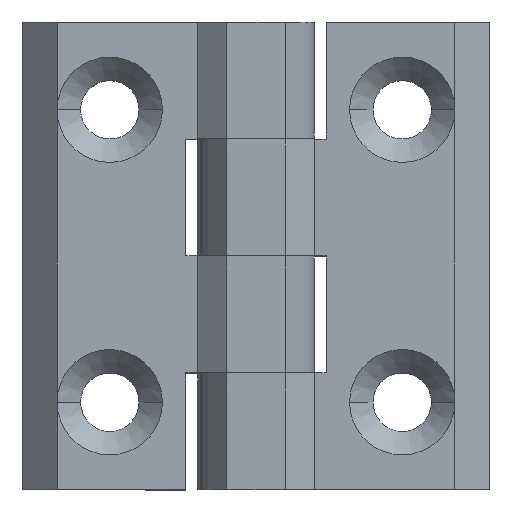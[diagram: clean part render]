
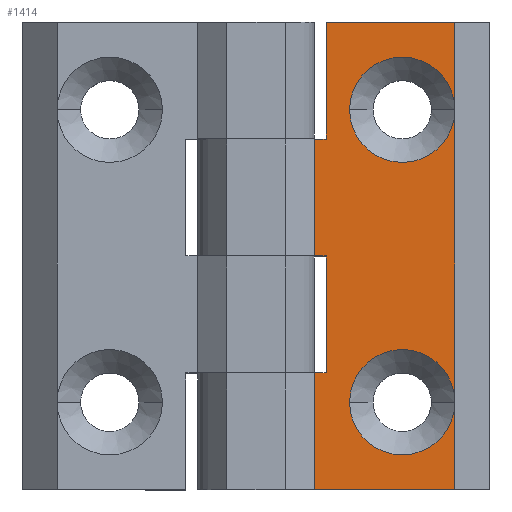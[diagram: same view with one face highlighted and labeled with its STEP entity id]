
A CAD part, top view. The second image highlights one B-rep face of the part: STEP entity #1414.
In plain terms, the highlighted planar face has unit normal (0, 0, 1).
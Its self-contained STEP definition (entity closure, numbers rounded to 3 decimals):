
#19 = CARTESIAN_POINT ( 'NONE',  ( -15., 0., 5. ) ) ;
#33 = DIRECTION ( 'NONE',  ( 0., 0., -1. ) ) ;
#36 = CARTESIAN_POINT ( 'NONE',  ( -14., 30., 5. ) ) ;
#50 = CARTESIAN_POINT ( 'NONE',  ( -14., 40., 5. ) ) ;
#54 = EDGE_CURVE ( 'NONE', #204, #695, #782, .T. ) ;
#73 = DIRECTION ( 'NONE',  ( 1., 0., 0. ) ) ;
#78 = DIRECTION ( 'NONE',  ( 0., 1., 0. ) ) ;
#80 = DIRECTION ( 'NONE',  ( 0., 1., 0. ) ) ;
#101 = DIRECTION ( 'NONE',  ( 0., -1., 0. ) ) ;
#113 = VERTEX_POINT ( 'NONE', #19 ) ;
#114 = CARTESIAN_POINT ( 'NONE',  ( -14., 40., 5. ) ) ;
#116 = VECTOR ( 'NONE', #1330, 1000. ) ;
#123 = VECTOR ( 'NONE', #1016, 1000. ) ;
#202 = LINE ( 'NONE', #1049, #464 ) ;
#204 = VERTEX_POINT ( 'NONE', #892 ) ;
#212 = ORIENTED_EDGE ( 'NONE', *, *, #322, .T. ) ;
#217 = DIRECTION ( 'NONE',  ( -1., 0., 0. ) ) ;
#230 = EDGE_CURVE ( 'NONE', #632, #970, #823, .T. ) ;
#245 = AXIS2_PLACEMENT_3D ( 'NONE', #563, #791, #1282 ) ;
#280 = CARTESIAN_POINT ( 'NONE',  ( -7.5, 32.5, 5. ) ) ;
#295 = LINE ( 'NONE', #1150, #925 ) ;
#316 = ORIENTED_EDGE ( 'NONE', *, *, #230, .F. ) ;
#322 = EDGE_CURVE ( 'NONE', #695, #204, #346, .T. ) ;
#342 = CARTESIAN_POINT ( 'NONE',  ( 0., 40., 5. ) ) ;
#344 = VECTOR ( 'NONE', #101, 1000. ) ;
#346 = CIRCLE ( 'NONE', #1430, 4.5 ) ;
#355 = EDGE_CURVE ( 'NONE', #818, #739, #1513, .T. ) ;
#363 = EDGE_CURVE ( 'NONE', #445, #1026, #605, .T. ) ;
#366 = LINE ( 'NONE', #1425, #344 ) ;
#385 = LINE ( 'NONE', #1118, #1112 ) ;
#398 = DIRECTION ( 'NONE',  ( 1., 0., 0. ) ) ;
#401 = LINE ( 'NONE', #768, #910 ) ;
#429 = ORIENTED_EDGE ( 'NONE', *, *, #607, .F. ) ;
#431 = DIRECTION ( 'NONE',  ( 0., 0., -1. ) ) ;
#445 = VERTEX_POINT ( 'NONE', #1333 ) ;
#464 = VECTOR ( 'NONE', #1042, 1000. ) ;
#470 = EDGE_LOOP ( 'NONE', ( #816, #1172, #1166, #1568, #212, #663, #756, #712, #1298, #950, #728, #1101, #778, #316, #1486, #429 ) ) ;
#472 = AXIS2_PLACEMENT_3D ( 'NONE', #280, #33, #398 ) ;
#484 = CARTESIAN_POINT ( 'NONE',  ( -3., 40., 5. ) ) ;
#502 = VECTOR ( 'NONE', #1413, 1000. ) ;
#532 = DIRECTION ( 'NONE',  ( -1., 0., 0. ) ) ;
#557 = EDGE_CURVE ( 'NONE', #784, #739, #1373, .T. ) ;
#560 = CARTESIAN_POINT ( 'NONE',  ( 0., 10., 5. ) ) ;
#563 = CARTESIAN_POINT ( 'NONE',  ( -7.5, 7.5, 5. ) ) ;
#572 = VECTOR ( 'NONE', #1062, 1000. ) ;
#590 = VERTEX_POINT ( 'NONE', #1482 ) ;
#598 = FACE_OUTER_BOUND ( 'NONE', #470, .T. ) ;
#605 = CIRCLE ( 'NONE', #738, 4.5 ) ;
#607 = EDGE_CURVE ( 'NONE', #1151, #113, #401, .T. ) ;
#632 = VERTEX_POINT ( 'NONE', #1254 ) ;
#648 = EDGE_CURVE ( 'NONE', #970, #784, #385, .T. ) ;
#660 = DIRECTION ( 'NONE',  ( 0., 1., 0. ) ) ;
#663 = ORIENTED_EDGE ( 'NONE', *, *, #54, .T. ) ;
#695 = VERTEX_POINT ( 'NONE', #1495 ) ;
#704 = CARTESIAN_POINT ( 'NONE',  ( 0., 30., 5. ) ) ;
#712 = ORIENTED_EDGE ( 'NONE', *, *, #1489, .T. ) ;
#724 = VECTOR ( 'NONE', #217, 1000. ) ;
#728 = ORIENTED_EDGE ( 'NONE', *, *, #355, .T. ) ;
#738 = AXIS2_PLACEMENT_3D ( 'NONE', #1185, #1163, #73 ) ;
#739 = VERTEX_POINT ( 'NONE', #934 ) ;
#740 = LINE ( 'NONE', #704, #1285 ) ;
#754 = CIRCLE ( 'NONE', #245, 4.5 ) ;
#756 = ORIENTED_EDGE ( 'NONE', *, *, #1277, .T. ) ;
#759 = CARTESIAN_POINT ( 'NONE',  ( 0., 20., 5. ) ) ;
#760 = EDGE_CURVE ( 'NONE', #1058, #1028, #1293, .T. ) ;
#768 = CARTESIAN_POINT ( 'NONE',  ( 0., 0., 5. ) ) ;
#774 = CARTESIAN_POINT ( 'NONE',  ( -3., 0., 5. ) ) ;
#776 = CARTESIAN_POINT ( 'NONE',  ( -15., 40., 5. ) ) ;
#778 = ORIENTED_EDGE ( 'NONE', *, *, #648, .F. ) ;
#782 = CIRCLE ( 'NONE', #472, 4.5 ) ;
#784 = VERTEX_POINT ( 'NONE', #1389 ) ;
#791 = DIRECTION ( 'NONE',  ( 0., 0., -1. ) ) ;
#816 = ORIENTED_EDGE ( 'NONE', *, *, #1289, .T. ) ;
#818 = VERTEX_POINT ( 'NONE', #1284 ) ;
#823 = LINE ( 'NONE', #560, #572 ) ;
#835 = CARTESIAN_POINT ( 'NONE',  ( -14., 10., 5. ) ) ;
#860 = CARTESIAN_POINT ( 'NONE',  ( -3., 7.5, 5. ) ) ;
#892 = CARTESIAN_POINT ( 'NONE',  ( -12., 32.5, 5. ) ) ;
#910 = VECTOR ( 'NONE', #532, 1000. ) ;
#925 = VECTOR ( 'NONE', #78, 1000. ) ;
#934 = CARTESIAN_POINT ( 'NONE',  ( -15., 20., 5. ) ) ;
#950 = ORIENTED_EDGE ( 'NONE', *, *, #959, .F. ) ;
#957 = AXIS2_PLACEMENT_3D ( 'NONE', #1541, #1417, #960 ) ;
#959 = EDGE_CURVE ( 'NONE', #818, #1058, #740, .T. ) ;
#960 = DIRECTION ( 'NONE',  ( 1., 0., 0. ) ) ;
#970 = VERTEX_POINT ( 'NONE', #835 ) ;
#1016 = DIRECTION ( 'NONE',  ( -1., 0., 0. ) ) ;
#1026 = VERTEX_POINT ( 'NONE', #860 ) ;
#1028 = VERTEX_POINT ( 'NONE', #114 ) ;
#1038 = DIRECTION ( 'NONE',  ( 1., 0., 0. ) ) ;
#1042 = DIRECTION ( 'NONE',  ( 0., 1., 0. ) ) ;
#1049 = CARTESIAN_POINT ( 'NONE',  ( -3., 40., 5. ) ) ;
#1058 = VERTEX_POINT ( 'NONE', #36 ) ;
#1062 = DIRECTION ( 'NONE',  ( 1., 0., 0. ) ) ;
#1092 = LINE ( 'NONE', #484, #116 ) ;
#1101 = ORIENTED_EDGE ( 'NONE', *, *, #557, .F. ) ;
#1112 = VECTOR ( 'NONE', #660, 1000. ) ;
#1118 = CARTESIAN_POINT ( 'NONE',  ( -14., 40., 5. ) ) ;
#1150 = CARTESIAN_POINT ( 'NONE',  ( -3., 40., 5. ) ) ;
#1151 = VERTEX_POINT ( 'NONE', #774 ) ;
#1162 = VECTOR ( 'NONE', #80, 1000. ) ;
#1163 = DIRECTION ( 'NONE',  ( 0., 0., -1. ) ) ;
#1166 = ORIENTED_EDGE ( 'NONE', *, *, #363, .T. ) ;
#1172 = ORIENTED_EDGE ( 'NONE', *, *, #1279, .T. ) ;
#1185 = CARTESIAN_POINT ( 'NONE',  ( -7.5, 7.5, 5. ) ) ;
#1212 = PLANE ( 'NONE',  #957 ) ;
#1254 = CARTESIAN_POINT ( 'NONE',  ( -15., 10., 5. ) ) ;
#1277 = EDGE_CURVE ( 'NONE', #695, #590, #295, .T. ) ;
#1279 = EDGE_CURVE ( 'NONE', #1026, #445, #754, .T. ) ;
#1282 = DIRECTION ( 'NONE',  ( 1., 0., 0. ) ) ;
#1284 = CARTESIAN_POINT ( 'NONE',  ( -15., 30., 5. ) ) ;
#1285 = VECTOR ( 'NONE', #1459, 1000. ) ;
#1289 = EDGE_CURVE ( 'NONE', #1151, #1026, #202, .T. ) ;
#1293 = LINE ( 'NONE', #50, #1162 ) ;
#1298 = ORIENTED_EDGE ( 'NONE', *, *, #760, .F. ) ;
#1330 = DIRECTION ( 'NONE',  ( 0., 1., 0. ) ) ;
#1333 = CARTESIAN_POINT ( 'NONE',  ( -12., 7.5, 5. ) ) ;
#1373 = LINE ( 'NONE', #759, #123 ) ;
#1384 = EDGE_CURVE ( 'NONE', #632, #113, #366, .T. ) ;
#1389 = CARTESIAN_POINT ( 'NONE',  ( -14., 20., 5. ) ) ;
#1406 = CARTESIAN_POINT ( 'NONE',  ( -7.5, 32.5, 5. ) ) ;
#1413 = DIRECTION ( 'NONE',  ( 0., -1., 0. ) ) ;
#1414 = ADVANCED_FACE ( 'NONE', ( #598 ), #1212, .T. ) ;
#1417 = DIRECTION ( 'NONE',  ( 0., 0., 1. ) ) ;
#1425 = CARTESIAN_POINT ( 'NONE',  ( -15., 40., 5. ) ) ;
#1430 = AXIS2_PLACEMENT_3D ( 'NONE', #1406, #431, #1038 ) ;
#1434 = EDGE_CURVE ( 'NONE', #1026, #695, #1092, .T. ) ;
#1459 = DIRECTION ( 'NONE',  ( 1., 0., 0. ) ) ;
#1482 = CARTESIAN_POINT ( 'NONE',  ( -3., 40., 5. ) ) ;
#1486 = ORIENTED_EDGE ( 'NONE', *, *, #1384, .T. ) ;
#1489 = EDGE_CURVE ( 'NONE', #590, #1028, #1548, .T. ) ;
#1495 = CARTESIAN_POINT ( 'NONE',  ( -3., 32.5, 5. ) ) ;
#1513 = LINE ( 'NONE', #776, #502 ) ;
#1541 = CARTESIAN_POINT ( 'NONE',  ( 0., 40., 5. ) ) ;
#1548 = LINE ( 'NONE', #342, #724 ) ;
#1568 = ORIENTED_EDGE ( 'NONE', *, *, #1434, .T. ) ;
